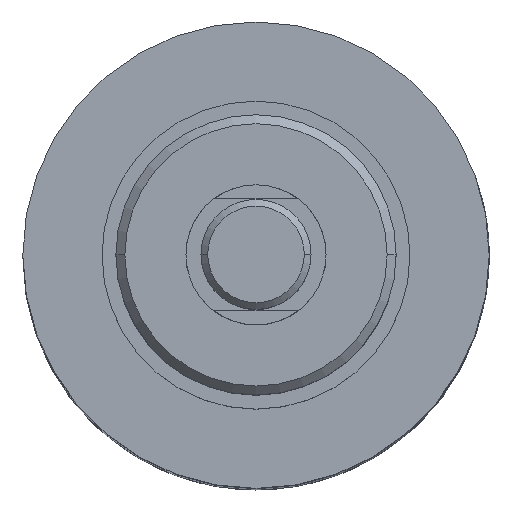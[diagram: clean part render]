
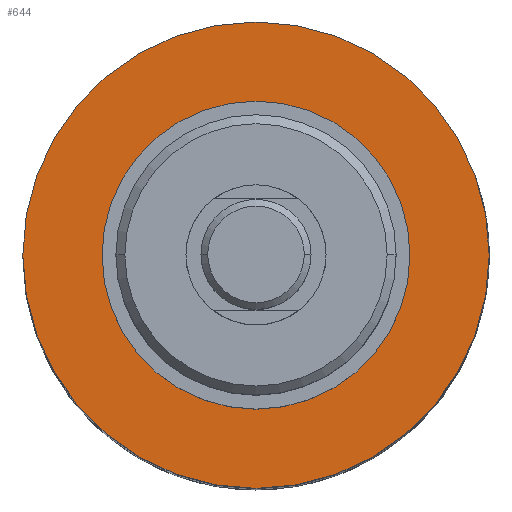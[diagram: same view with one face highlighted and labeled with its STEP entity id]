
A CAD part, top view. The second image highlights one B-rep face of the part: STEP entity #644.
In plain terms, the highlighted planar face has unit normal (0, 0, 1).
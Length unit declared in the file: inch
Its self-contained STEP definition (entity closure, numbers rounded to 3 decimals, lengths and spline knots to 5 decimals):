
#29 = DIRECTION ( 'NONE',  ( 0., 0., 1. ) ) ;
#93 = ORIENTED_EDGE ( 'NONE', *, *, #2146, .T. ) ;
#350 = CIRCLE ( 'NONE', #1714, 0.68675 ) ;
#505 = VERTEX_POINT ( 'NONE', #535 ) ;
#508 = PLANE ( 'NONE',  #510 ) ;
#510 = AXIS2_PLACEMENT_3D ( 'NONE', #1619, #2186, #1051 ) ;
#535 = CARTESIAN_POINT ( 'NONE',  ( -1.04, 0., 0.92 ) ) ;
#564 = ORIENTED_EDGE ( 'NONE', *, *, #1500, .F. ) ;
#644 = ADVANCED_FACE ( 'NONE', ( #2190, #1751 ), #508, .T. ) ;
#728 = CIRCLE ( 'NONE', #1550, 1.04 ) ;
#817 = VERTEX_POINT ( 'NONE', #1486 ) ;
#820 = AXIS2_PLACEMENT_3D ( 'NONE', #900, #2214, #1082 ) ;
#861 = AXIS2_PLACEMENT_3D ( 'NONE', #2147, #1013, #2344 ) ;
#867 = CARTESIAN_POINT ( 'NONE',  ( 0., 0., 0.92 ) ) ;
#900 = CARTESIAN_POINT ( 'NONE',  ( 0., 0., 0.92 ) ) ;
#906 = EDGE_CURVE ( 'NONE', #817, #505, #728, .T. ) ;
#1013 = DIRECTION ( 'NONE',  ( 0., 0., 1. ) ) ;
#1047 = DIRECTION ( 'NONE',  ( 1., 0., 0. ) ) ;
#1051 = DIRECTION ( 'NONE',  ( 1., 0., 0. ) ) ;
#1055 = CIRCLE ( 'NONE', #861, 0.68675 ) ;
#1082 = DIRECTION ( 'NONE',  ( 1., 0., 0. ) ) ;
#1089 = CARTESIAN_POINT ( 'NONE',  ( -0.68675, 0., 0.92 ) ) ;
#1107 = EDGE_LOOP ( 'NONE', ( #1211, #564 ) ) ;
#1121 = CIRCLE ( 'NONE', #820, 1.04 ) ;
#1133 = CARTESIAN_POINT ( 'NONE',  ( 0., 0., 0.92 ) ) ;
#1211 = ORIENTED_EDGE ( 'NONE', *, *, #1932, .F. ) ;
#1294 = CARTESIAN_POINT ( 'NONE',  ( 0.68675, 0., 0.92 ) ) ;
#1323 = DIRECTION ( 'NONE',  ( 1., 0., 0. ) ) ;
#1486 = CARTESIAN_POINT ( 'NONE',  ( 1.04, 0., 0.92 ) ) ;
#1500 = EDGE_CURVE ( 'NONE', #2229, #2172, #350, .T. ) ;
#1522 = EDGE_LOOP ( 'NONE', ( #93, #1672 ) ) ;
#1550 = AXIS2_PLACEMENT_3D ( 'NONE', #1133, #29, #1323 ) ;
#1619 = CARTESIAN_POINT ( 'NONE',  ( 0., 0., 0.92 ) ) ;
#1672 = ORIENTED_EDGE ( 'NONE', *, *, #906, .T. ) ;
#1714 = AXIS2_PLACEMENT_3D ( 'NONE', #867, #2179, #1047 ) ;
#1751 = FACE_BOUND ( 'NONE', #1107, .T. ) ;
#1932 = EDGE_CURVE ( 'NONE', #2172, #2229, #1055, .T. ) ;
#2146 = EDGE_CURVE ( 'NONE', #505, #817, #1121, .T. ) ;
#2147 = CARTESIAN_POINT ( 'NONE',  ( 0., 0., 0.92 ) ) ;
#2172 = VERTEX_POINT ( 'NONE', #1089 ) ;
#2179 = DIRECTION ( 'NONE',  ( 0., 0., 1. ) ) ;
#2186 = DIRECTION ( 'NONE',  ( 0., 0., 1. ) ) ;
#2190 = FACE_OUTER_BOUND ( 'NONE', #1522, .T. ) ;
#2214 = DIRECTION ( 'NONE',  ( 0., 0., 1. ) ) ;
#2229 = VERTEX_POINT ( 'NONE', #1294 ) ;
#2344 = DIRECTION ( 'NONE',  ( 1., 0., 0. ) ) ;
